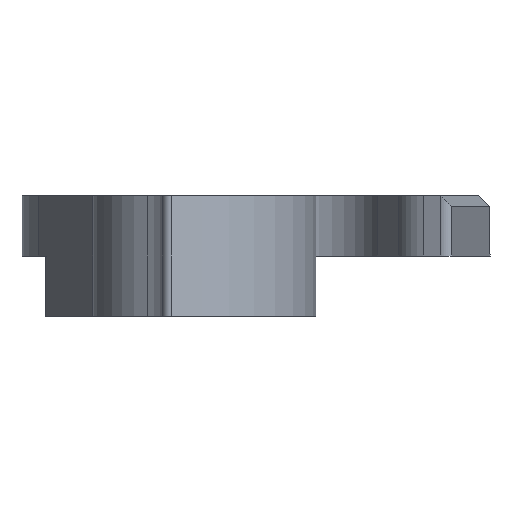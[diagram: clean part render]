
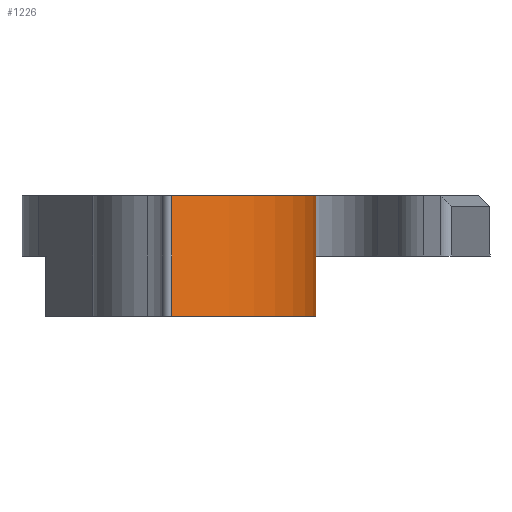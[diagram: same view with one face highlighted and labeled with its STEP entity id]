
A CAD part, front view. The second image highlights one B-rep face of the part: STEP entity #1226.
In plain terms, the highlighted cylindrical face has radius 12.7 mm (diameter 25.4 mm), a partial arc.
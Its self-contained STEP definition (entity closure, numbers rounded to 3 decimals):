
#23 = ORIENTED_EDGE ( 'NONE', *, *, #793, .F. ) ;
#26 = EDGE_LOOP ( 'NONE', ( #267, #23, #330, #810 ) ) ;
#89 = VERTEX_POINT ( 'NONE', #550 ) ;
#126 = VECTOR ( 'NONE', #224, 1000. ) ;
#224 = DIRECTION ( 'NONE',  ( 0., 0., -1. ) ) ;
#244 = CARTESIAN_POINT ( 'NONE',  ( -12.274, -36.52, 0. ) ) ;
#267 = ORIENTED_EDGE ( 'NONE', *, *, #1190, .T. ) ;
#330 = ORIENTED_EDGE ( 'NONE', *, *, #1195, .F. ) ;
#354 = DIRECTION ( 'NONE',  ( 1., 0., 0. ) ) ;
#364 = CIRCLE ( 'NONE', #468, 12.7 ) ;
#368 = EDGE_CURVE ( 'NONE', #1313, #89, #977, .T. ) ;
#372 = CARTESIAN_POINT ( 'NONE',  ( 0.263, -34.489, 8. ) ) ;
#451 = CARTESIAN_POINT ( 'NONE',  ( -12.274, -36.52, 8. ) ) ;
#468 = AXIS2_PLACEMENT_3D ( 'NONE', #244, #952, #354 ) ;
#491 = AXIS2_PLACEMENT_3D ( 'NONE', #1167, #566, #1274 ) ;
#550 = CARTESIAN_POINT ( 'NONE',  ( -9.119, -48.822, 0. ) ) ;
#566 = DIRECTION ( 'NONE',  ( 0., 0., 1. ) ) ;
#608 = VERTEX_POINT ( 'NONE', #683 ) ;
#660 = DIRECTION ( 'NONE',  ( 0., 0., -1. ) ) ;
#683 = CARTESIAN_POINT ( 'NONE',  ( 0.263, -34.489, 8. ) ) ;
#718 = CARTESIAN_POINT ( 'NONE',  ( -9.119, -48.822, 8. ) ) ;
#721 = CYLINDRICAL_SURFACE ( 'NONE', #939, 12.7 ) ;
#776 = CARTESIAN_POINT ( 'NONE',  ( -9.119, -48.822, 8. ) ) ;
#793 = EDGE_CURVE ( 'NONE', #608, #906, #1126, .T. ) ;
#810 = ORIENTED_EDGE ( 'NONE', *, *, #368, .T. ) ;
#851 = DIRECTION ( 'NONE',  ( -1., 0., 0. ) ) ;
#906 = VERTEX_POINT ( 'NONE', #1030 ) ;
#939 = AXIS2_PLACEMENT_3D ( 'NONE', #451, #660, #851 ) ;
#952 = DIRECTION ( 'NONE',  ( 0., 0., 1. ) ) ;
#974 = VECTOR ( 'NONE', #1244, 1000. ) ;
#977 = LINE ( 'NONE', #718, #974 ) ;
#1030 = CARTESIAN_POINT ( 'NONE',  ( 0.263, -34.489, 0. ) ) ;
#1091 = CIRCLE ( 'NONE', #491, 12.7 ) ;
#1126 = LINE ( 'NONE', #372, #126 ) ;
#1167 = CARTESIAN_POINT ( 'NONE',  ( -12.274, -36.52, 8. ) ) ;
#1190 = EDGE_CURVE ( 'NONE', #89, #906, #364, .T. ) ;
#1195 = EDGE_CURVE ( 'NONE', #1313, #608, #1091, .T. ) ;
#1226 = ADVANCED_FACE ( 'NONE', ( #1303 ), #721, .T. ) ;
#1244 = DIRECTION ( 'NONE',  ( 0., 0., -1. ) ) ;
#1274 = DIRECTION ( 'NONE',  ( 1., 0., 0. ) ) ;
#1303 = FACE_OUTER_BOUND ( 'NONE', #26, .T. ) ;
#1313 = VERTEX_POINT ( 'NONE', #776 ) ;
